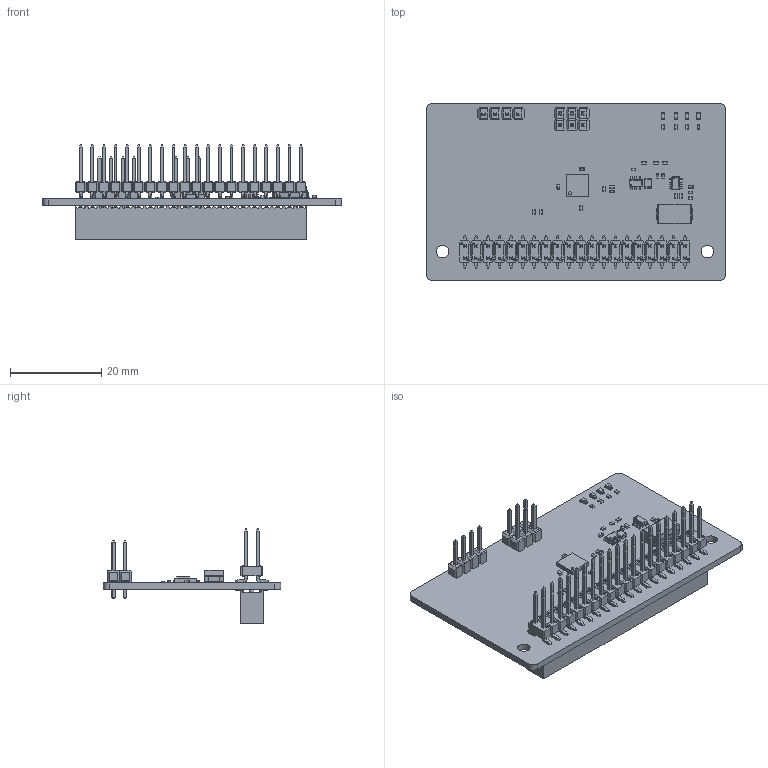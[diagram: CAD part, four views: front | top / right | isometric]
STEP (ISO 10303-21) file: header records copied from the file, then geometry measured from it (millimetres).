
FILE_DESCRIPTION(('Open CASCADE Model'),'2;1');
FILE_NAME('Open CASCADE Shape Model','2022-12-06T13:14:34',('Author'),( 'Open CASCADE'),'Open CASCADE STEP processor 6.8','Open CASCADE 6.8' ,'Unknown');
FILE_SCHEMA(('AUTOMOTIVE_DESIGN { 1 0 10303 214 1 1 1 1 }'));
Length unit declared in the file: millimetre
Products named in the file (108): PCB; Board; Open CASCADE STEP translator 6.8 1.1.1; U3; 6207085024; R16; 6124211856; Mid_Body; Terminal; Open_CASCADE_STEP_translator_6.8_26.2.1; Mark; R15; 6124212496; R14; 6124210176; R13; C9; 6124219456; Open_CASCADE_STEP_translator_6.8_35.1.1; Open_CASCADE_STEP_translator_6.8_35.1.2; Open_CASCADE_STEP_translator_6.8_35.2.1; C8; 6124216576; C7; 6292539872; Body; Open_CASCADE_STEP_translator_6.8_15.1.1; Lead; C6; C5; R3; J2; User_Library-1x4_TH_Pitch_2_54mm; holder; pin; R12; R11; R10; R9; R8 ...
Assembly tree (207 placements, depth 5):
  PCB
    Board
      Open CASCADE STEP translator 6.8 1.1.1
    U3
      6207085024
    R16
      6124211856
        Mid_Body
        Terminal  x2
          Open_CASCADE_STEP_translator_6.8_26.2.1
        Mark
    R15
      6124212496
        Mid_Body
        Terminal  x2
          Open_CASCADE_STEP_translator_6.8_26.2.1
        Mark
    R14
      6124210176
        Mid_Body
        Terminal  x2
          Open_CASCADE_STEP_translator_6.8_26.2.1
        Mark
    R13
      6124211856
        Mid_Body
        Terminal  x2
          Open_CASCADE_STEP_translator_6.8_26.2.1
        Mark
    C9
      6124219456
        Terminal
          Open_CASCADE_STEP_translator_6.8_35.1.1
          Open_CASCADE_STEP_translator_6.8_35.1.2
        Mid_Body
          Open_CASCADE_STEP_translator_6.8_35.2.1
    C8
      6124216576
        Terminal
          Open_CASCADE_STEP_translator_6.8_35.1.1
          Open_CASCADE_STEP_translator_6.8_35.1.2
        Mid_Body
          Open_CASCADE_STEP_translator_6.8_35.2.1
    C7
      6292539872
        Body
          Open_CASCADE_STEP_translator_6.8_15.1.1
        Lead  x2
    C6
      6124219456
        Terminal
          Open_CASCADE_STEP_translator_6.8_35.1.1
          Open_CASCADE_STEP_translator_6.8_35.1.2
        Mid_Body
          Open_CASCADE_STEP_translator_6.8_35.2.1
    C5
      6124216576
        Terminal
          Open_CASCADE_STEP_translator_6.8_35.1.1
          Open_CASCADE_STEP_translator_6.8_35.1.2
Bounding box: 65.53 x 38.85 x 20.87 mm (x, y, z)
Volume: 6281.7 mm3; surface area: 11666.6 mm2
Topology: 210 solids, 211 shells, 5023 faces, 12147 edges, 7579 vertices
Faces by surface type: plane 4234, cylinder 691, sphere 90, bspline 8
Full cylindrical faces by diameter (mm): 0.625 x1, 0.965 x2, 1 x10, 1.09 x2, 2.75 x2
Entity records: 87168 total; most frequent: CARTESIAN_POINT 15565, ORIENTED_EDGE 14039, DIRECTION 13541, EDGE_CURVE 7020, LINE 5975, VECTOR 5975, VERTEX_POINT 4581, AXIS2_PLACEMENT_3D 3783
